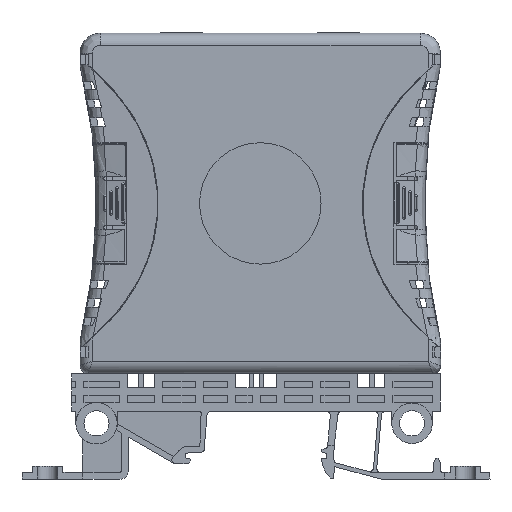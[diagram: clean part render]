
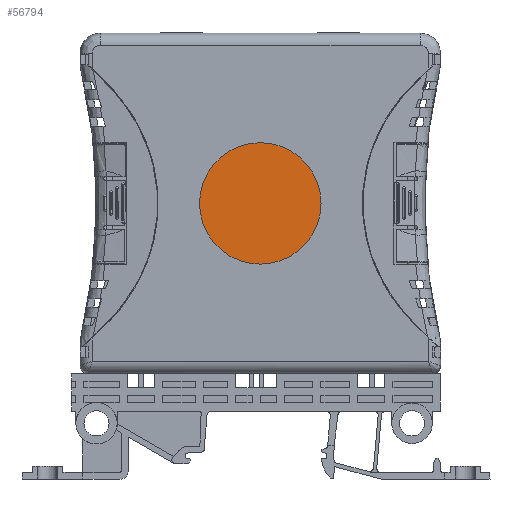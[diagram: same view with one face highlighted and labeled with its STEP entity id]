
A CAD part, left-side view. The second image highlights one B-rep face of the part: STEP entity #56794.
In plain terms, the highlighted face is planar.
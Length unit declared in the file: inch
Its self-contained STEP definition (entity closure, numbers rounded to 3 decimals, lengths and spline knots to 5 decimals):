
#666 = CIRCLE ( 'NONE', #81280, 0.59055 ) ;
#4763 = EDGE_LOOP ( 'NONE', ( #57616, #76642 ) ) ;
#4848 = CARTESIAN_POINT ( 'NONE',  ( 0.39197, -0.0094, -1.65354 ) ) ;
#5241 = DIRECTION ( 'NONE',  ( -1., 0., 0. ) ) ;
#9961 = CARTESIAN_POINT ( 'NONE',  ( 0.39197, -0.0094, -1.65354 ) ) ;
#16609 = AXIS2_PLACEMENT_3D ( 'NONE', #4848, #57601, #51987 ) ;
#21101 = VERTEX_POINT ( 'NONE', #67727 ) ;
#25581 = PLANE ( 'NONE',  #87455 ) ;
#37083 = DIRECTION ( 'NONE',  ( 1., 0., 0. ) ) ;
#39119 = CARTESIAN_POINT ( 'NONE',  ( 0.39197, -0.0094, -1.06299 ) ) ;
#51987 = DIRECTION ( 'NONE',  ( 0., 0., -1. ) ) ;
#56794 = ADVANCED_FACE ( 'NONE', ( #74214 ), #25581, .F. ) ;
#57601 = DIRECTION ( 'NONE',  ( 1., 0., 0. ) ) ;
#57616 = ORIENTED_EDGE ( 'NONE', *, *, #62950, .T. ) ;
#62950 = EDGE_CURVE ( 'NONE', #21101, #65322, #80987, .T. ) ;
#65322 = VERTEX_POINT ( 'NONE', #39119 ) ;
#67727 = CARTESIAN_POINT ( 'NONE',  ( 0.39197, -0.0094, -2.24409 ) ) ;
#71548 = DIRECTION ( 'NONE',  ( 0., -1., 0. ) ) ;
#72319 = EDGE_CURVE ( 'NONE', #65322, #21101, #666, .T. ) ;
#74214 = FACE_OUTER_BOUND ( 'NONE', #4763, .T. ) ;
#76642 = ORIENTED_EDGE ( 'NONE', *, *, #72319, .T. ) ;
#80987 = CIRCLE ( 'NONE', #16609, 0.59055 ) ;
#81280 = AXIS2_PLACEMENT_3D ( 'NONE', #9961, #37083, #84191 ) ;
#84191 = DIRECTION ( 'NONE',  ( 0., 0., -1. ) ) ;
#85370 = CARTESIAN_POINT ( 'NONE',  ( 0.39197, -0.0094, -1.65354 ) ) ;
#87455 = AXIS2_PLACEMENT_3D ( 'NONE', #85370, #5241, #71548 ) ;
